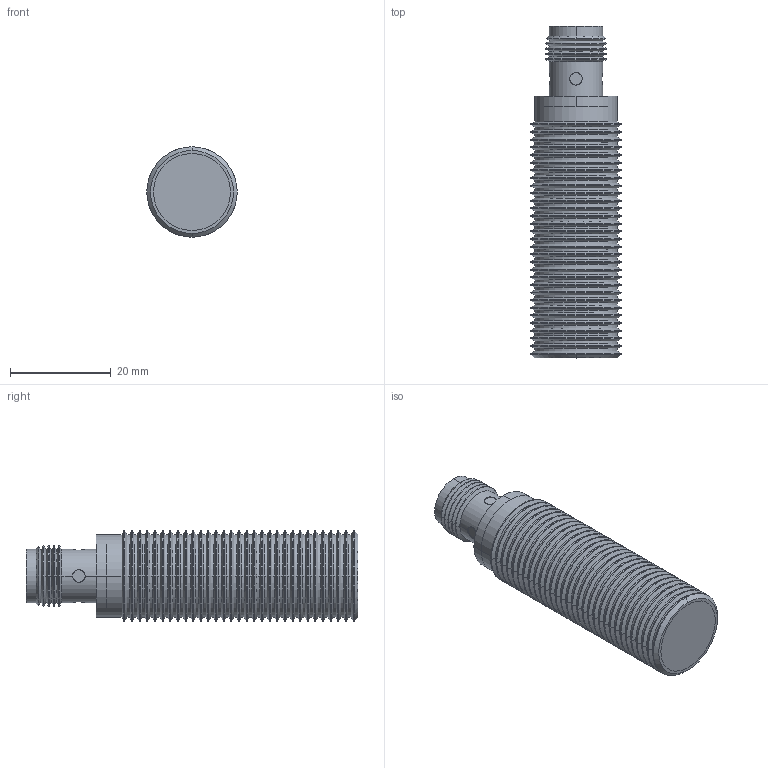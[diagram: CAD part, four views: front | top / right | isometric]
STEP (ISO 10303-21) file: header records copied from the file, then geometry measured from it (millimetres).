
FILE_DESCRIPTION(('STEP AP214'),'1');
FILE_NAME('cctmp_42B783FF-D872-4D3D-B4AB-C8A9918914BC_2022_07_22_10_36_03_0988..stp','2022-07-22T08:36:04',('Pepperl+Fuchs GmbH'),('CADClick - www.CADClick.com'),'Spatial InterOp 3D',' ','unknown authorization');
FILE_SCHEMA(('AUTOMOTIVE_DESIGN'));
Length unit declared in the file: millimetre
Products named in the file (6): cc_unnamed; NXB8-18GM50-E2-V1_4; NXB8-18GM50-E2-V1_3; NXB8-18GM50-E2-V1_2; NXB8-18GM50-E2-V1_1; NXB8-18GM50-E2-V1
Assembly tree (5 placements, depth 2):
  cc_unnamed
    NXB8-18GM50-E2-V1_4
    NXB8-18GM50-E2-V1_3
    NXB8-18GM50-E2-V1_2
    NXB8-18GM50-E2-V1_1
    NXB8-18GM50-E2-V1
Bounding box: 18 x 66.01 x 18 mm (x, y, z)
Volume: 13638.2 mm3; surface area: 9406.9 mm2
Topology: 8 solids, 8 shells, 385 faces, 816 edges, 448 vertices
Faces by surface type: cylinder 185, cone 158, plane 36, sphere 6
Entity records: 13609 total; most frequent: DIRECTION 1988, CARTESIAN_POINT 1923, ORIENTED_EDGE 1608, AXIS2_PLACEMENT_3D 817, EDGE_CURVE 804, VERTEX_POINT 448, CIRCLE 426, EDGE_LOOP 408
